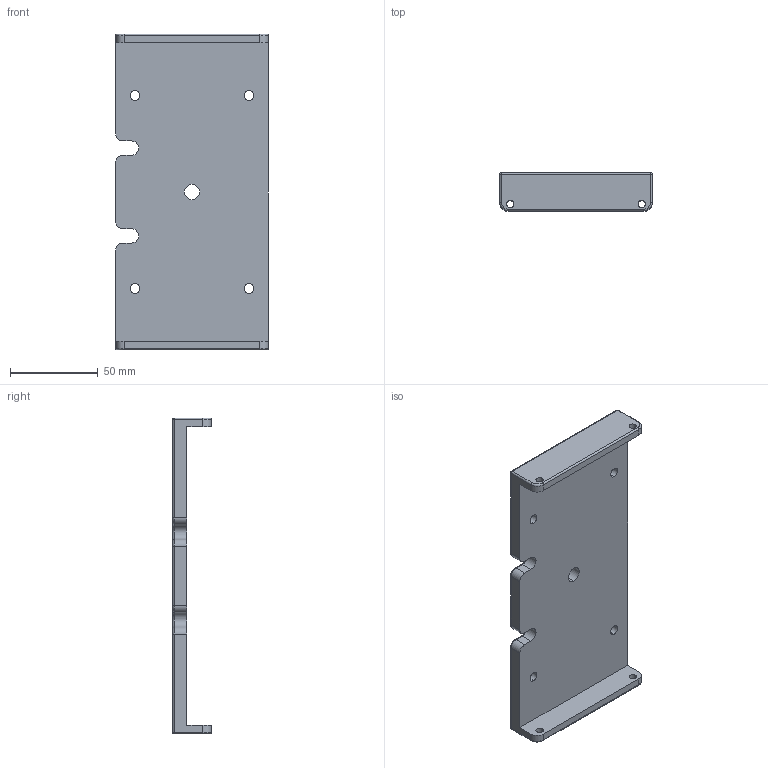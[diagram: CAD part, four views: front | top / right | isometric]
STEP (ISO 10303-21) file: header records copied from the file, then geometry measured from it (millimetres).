
FILE_DESCRIPTION (( 'STEP AP203' ), '1' );
FILE_NAME ('傖倰す怢奻啣.STEP', '2022-09-27T05:46:32', ( '' ), ( '' ), 'SwSTEP 2.0', 'SolidWorks 2016', '' );
FILE_SCHEMA (( 'CONFIG_CONTROL_DESIGN' ));
Length unit declared in the file: millimetre
Products named in the file (1): 傖倰す怢奻啣
Bounding box: 87 x 22 x 180 mm (x, y, z)
Volume: 132759.2 mm3; surface area: 41137.1 mm2
Topology: 1 solids, 1 shells, 98 faces, 248 edges, 152 vertices
Faces by surface type: cylinder 60, plane 20, torus 10, sphere 8
Entity records: 2963 total; most frequent: DIRECTION 560, CARTESIAN_POINT 475, ORIENTED_EDGE 464, EDGE_CURVE 232, AXIS2_PLACEMENT_3D 229, VERTEX_POINT 144, CIRCLE 130, EDGE_LOOP 124
